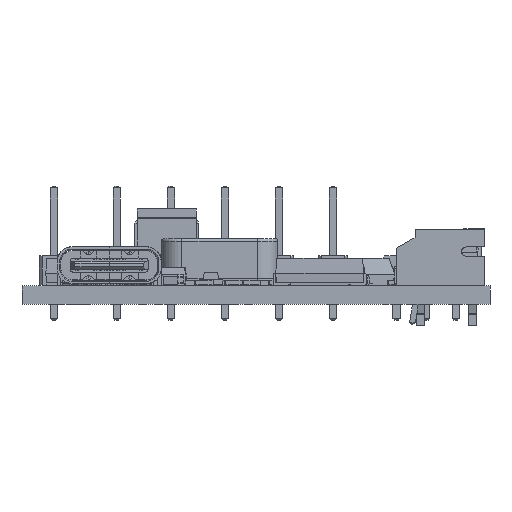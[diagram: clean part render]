
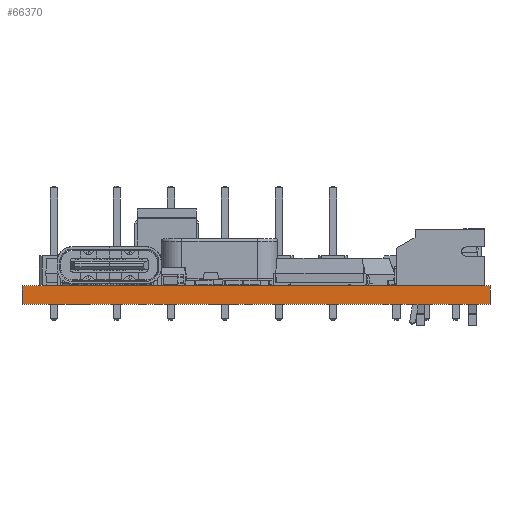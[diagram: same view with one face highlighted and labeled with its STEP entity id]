
A CAD part, front view. The second image highlights one B-rep face of the part: STEP entity #66370.
In plain terms, the highlighted planar face has unit normal (0, -1, 0).
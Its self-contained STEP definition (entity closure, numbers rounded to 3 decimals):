
#66370 = ADVANCED_FACE('',(#66371),#66405,.T.);
#66371 = FACE_BOUND('',#66372,.T.);
#66372 = EDGE_LOOP('',(#66373,#66383,#66391,#66399));
#66373 = ORIENTED_EDGE('',*,*,#66374,.T.);
#66374 = EDGE_CURVE('',#66375,#66377,#66379,.T.);
#66375 = VERTEX_POINT('',#66376);
#66376 = CARTESIAN_POINT('',(97.75,-138.5,0.));
#66377 = VERTEX_POINT('',#66378);
#66378 = CARTESIAN_POINT('',(97.75,-138.5,1.6));
#66379 = LINE('',#66380,#66381);
#66380 = CARTESIAN_POINT('',(97.75,-138.5,0.));
#66381 = VECTOR('',#66382,1.);
#66382 = DIRECTION('',(0.,0.,1.));
#66383 = ORIENTED_EDGE('',*,*,#66384,.T.);
#66384 = EDGE_CURVE('',#66377,#66385,#66387,.T.);
#66385 = VERTEX_POINT('',#66386);
#66386 = CARTESIAN_POINT('',(57.5,-138.5,1.6));
#66387 = LINE('',#66388,#66389);
#66388 = CARTESIAN_POINT('',(97.75,-138.5,1.6));
#66389 = VECTOR('',#66390,1.);
#66390 = DIRECTION('',(-1.,0.,0.));
#66391 = ORIENTED_EDGE('',*,*,#66392,.F.);
#66392 = EDGE_CURVE('',#66393,#66385,#66395,.T.);
#66393 = VERTEX_POINT('',#66394);
#66394 = CARTESIAN_POINT('',(57.5,-138.5,0.));
#66395 = LINE('',#66396,#66397);
#66396 = CARTESIAN_POINT('',(57.5,-138.5,0.));
#66397 = VECTOR('',#66398,1.);
#66398 = DIRECTION('',(0.,0.,1.));
#66399 = ORIENTED_EDGE('',*,*,#66400,.F.);
#66400 = EDGE_CURVE('',#66375,#66393,#66401,.T.);
#66401 = LINE('',#66402,#66403);
#66402 = CARTESIAN_POINT('',(97.75,-138.5,0.));
#66403 = VECTOR('',#66404,1.);
#66404 = DIRECTION('',(-1.,0.,0.));
#66405 = PLANE('',#66406);
#66406 = AXIS2_PLACEMENT_3D('',#66407,#66408,#66409);
#66407 = CARTESIAN_POINT('',(97.75,-138.5,0.));
#66408 = DIRECTION('',(0.,-1.,0.));
#66409 = DIRECTION('',(-1.,0.,0.));
